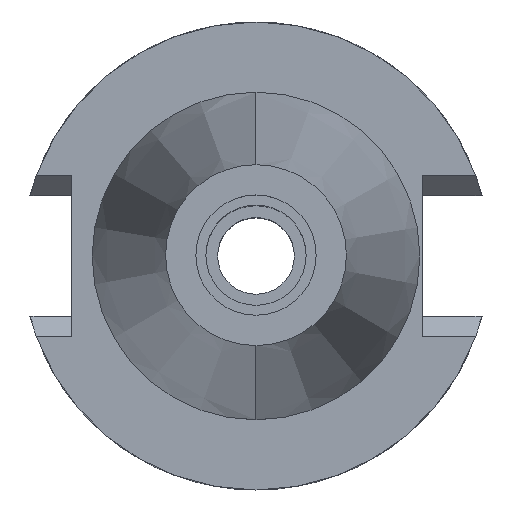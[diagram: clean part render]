
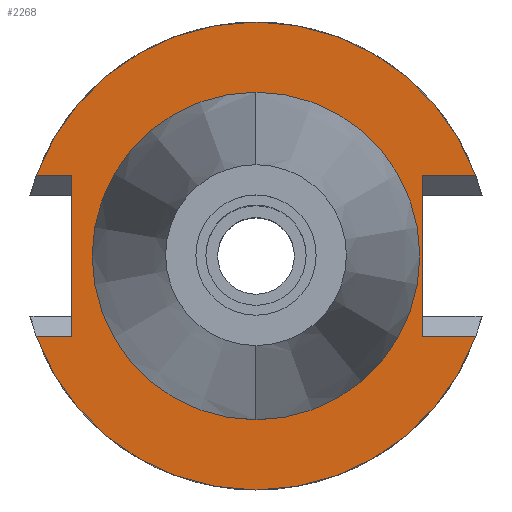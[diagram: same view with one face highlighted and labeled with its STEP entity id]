
A CAD part, top view. The second image highlights one B-rep face of the part: STEP entity #2268.
In plain terms, the highlighted planar face has unit normal (0, 0, 1).
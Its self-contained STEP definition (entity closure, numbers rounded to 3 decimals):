
#13 = ORIENTED_EDGE ( 'NONE', *, *, #2502, .F. ) ;
#14 = CIRCLE ( 'NONE', #3090, 22.225 ) ;
#40 = FACE_OUTER_BOUND ( 'NONE', #2435, .T. ) ;
#60 = EDGE_CURVE ( 'NONE', #3011, #1230, #2495, .T. ) ;
#185 = CARTESIAN_POINT ( 'NONE',  ( 0., -22.225, -1. ) ) ;
#278 = DIRECTION ( 'NONE',  ( 0., 1., 0. ) ) ;
#305 = CARTESIAN_POINT ( 'NONE',  ( 0., 22.225, -1. ) ) ;
#320 = CARTESIAN_POINT ( 'NONE',  ( -29.824, 10.89, -1. ) ) ;
#332 = DIRECTION ( 'NONE',  ( 0., 0., -1. ) ) ;
#344 = CARTESIAN_POINT ( 'NONE',  ( -24.98, -10.89, -1. ) ) ;
#345 = FACE_BOUND ( 'NONE', #356, .T. ) ;
#348 = AXIS2_PLACEMENT_3D ( 'NONE', #900, #2562, #1839 ) ;
#350 = AXIS2_PLACEMENT_3D ( 'NONE', #2423, #332, #278 ) ;
#356 = EDGE_LOOP ( 'NONE', ( #2558, #1988 ) ) ;
#498 = VECTOR ( 'NONE', #1569, 1000. ) ;
#687 = LINE ( 'NONE', #3117, #2619 ) ;
#702 = VERTEX_POINT ( 'NONE', #3116 ) ;
#728 = VERTEX_POINT ( 'NONE', #1049 ) ;
#756 = CARTESIAN_POINT ( 'NONE',  ( 22.57, -10.89, -1. ) ) ;
#868 = ORIENTED_EDGE ( 'NONE', *, *, #1665, .F. ) ;
#890 = AXIS2_PLACEMENT_3D ( 'NONE', #2538, #917, #1356 ) ;
#900 = CARTESIAN_POINT ( 'NONE',  ( 0., 0., -1. ) ) ;
#917 = DIRECTION ( 'NONE',  ( 0., 0., -1. ) ) ;
#931 = DIRECTION ( 'NONE',  ( 0., -1., 0. ) ) ;
#938 = DIRECTION ( 'NONE',  ( 1., 0., 0. ) ) ;
#980 = VERTEX_POINT ( 'NONE', #1384 ) ;
#983 = CIRCLE ( 'NONE', #890, 31.75 ) ;
#1003 = DIRECTION ( 'NONE',  ( -1., 0., 0. ) ) ;
#1019 = LINE ( 'NONE', #2675, #1722 ) ;
#1020 = VERTEX_POINT ( 'NONE', #2174 ) ;
#1036 = ORIENTED_EDGE ( 'NONE', *, *, #1490, .T. ) ;
#1049 = CARTESIAN_POINT ( 'NONE',  ( -24.98, 10.89, -1. ) ) ;
#1106 = CIRCLE ( 'NONE', #350, 31.75 ) ;
#1230 = VERTEX_POINT ( 'NONE', #305 ) ;
#1270 = DIRECTION ( 'NONE',  ( 1., 0., 0. ) ) ;
#1311 = DIRECTION ( 'NONE',  ( 0., -1., 0. ) ) ;
#1332 = VERTEX_POINT ( 'NONE', #320 ) ;
#1356 = DIRECTION ( 'NONE',  ( 0., -1., 0. ) ) ;
#1384 = CARTESIAN_POINT ( 'NONE',  ( 29.824, -10.89, -1. ) ) ;
#1395 = DIRECTION ( 'NONE',  ( 0., 0., 1. ) ) ;
#1403 = EDGE_CURVE ( 'NONE', #728, #1831, #2926, .T. ) ;
#1424 = CARTESIAN_POINT ( 'NONE',  ( 0., 0., -1. ) ) ;
#1427 = VECTOR ( 'NONE', #931, 1000. ) ;
#1473 = CARTESIAN_POINT ( 'NONE',  ( -29.824, -10.89, -1. ) ) ;
#1490 = EDGE_CURVE ( 'NONE', #1831, #2203, #2712, .T. ) ;
#1565 = ORIENTED_EDGE ( 'NONE', *, *, #1403, .T. ) ;
#1569 = DIRECTION ( 'NONE',  ( -1., 0., 0. ) ) ;
#1665 = EDGE_CURVE ( 'NONE', #1332, #1020, #1106, .T. ) ;
#1722 = VECTOR ( 'NONE', #1003, 1000. ) ;
#1831 = VERTEX_POINT ( 'NONE', #2560 ) ;
#1839 = DIRECTION ( 'NONE',  ( 0., -1., 0. ) ) ;
#1863 = AXIS2_PLACEMENT_3D ( 'NONE', #2971, #2917, #1270 ) ;
#1943 = CARTESIAN_POINT ( 'NONE',  ( 22.57, 10.89, -1. ) ) ;
#1969 = VECTOR ( 'NONE', #2925, 1000. ) ;
#1972 = EDGE_CURVE ( 'NONE', #1230, #3011, #14, .T. ) ;
#1988 = ORIENTED_EDGE ( 'NONE', *, *, #60, .F. ) ;
#2053 = EDGE_CURVE ( 'NONE', #2104, #1020, #687, .T. ) ;
#2093 = CARTESIAN_POINT ( 'NONE',  ( 22.57, 10.89, -1. ) ) ;
#2104 = VERTEX_POINT ( 'NONE', #1943 ) ;
#2174 = CARTESIAN_POINT ( 'NONE',  ( 29.824, 10.89, -1. ) ) ;
#2203 = VERTEX_POINT ( 'NONE', #1473 ) ;
#2241 = VECTOR ( 'NONE', #1311, 1000. ) ;
#2248 = EDGE_CURVE ( 'NONE', #728, #1332, #1019, .T. ) ;
#2268 = ADVANCED_FACE ( 'NONE', ( #40, #345 ), #2728, .T. ) ;
#2384 = EDGE_CURVE ( 'NONE', #2104, #702, #2986, .T. ) ;
#2423 = CARTESIAN_POINT ( 'NONE',  ( 0., 0., -1. ) ) ;
#2435 = EDGE_LOOP ( 'NONE', ( #2882, #868, #2834, #1565, #1036, #2688, #13, #2676 ) ) ;
#2481 = CARTESIAN_POINT ( 'NONE',  ( -24.98, 10.89, -1. ) ) ;
#2495 = CIRCLE ( 'NONE', #348, 22.225 ) ;
#2502 = EDGE_CURVE ( 'NONE', #702, #980, #2887, .T. ) ;
#2538 = CARTESIAN_POINT ( 'NONE',  ( 0., 0., -1. ) ) ;
#2558 = ORIENTED_EDGE ( 'NONE', *, *, #1972, .F. ) ;
#2560 = CARTESIAN_POINT ( 'NONE',  ( -24.98, -10.89, -1. ) ) ;
#2562 = DIRECTION ( 'NONE',  ( 0., 0., 1. ) ) ;
#2619 = VECTOR ( 'NONE', #938, 1000. ) ;
#2675 = CARTESIAN_POINT ( 'NONE',  ( -24.98, 10.89, -1. ) ) ;
#2676 = ORIENTED_EDGE ( 'NONE', *, *, #2384, .F. ) ;
#2688 = ORIENTED_EDGE ( 'NONE', *, *, #3020, .F. ) ;
#2712 = LINE ( 'NONE', #344, #498 ) ;
#2728 = PLANE ( 'NONE',  #1863 ) ;
#2834 = ORIENTED_EDGE ( 'NONE', *, *, #2248, .F. ) ;
#2882 = ORIENTED_EDGE ( 'NONE', *, *, #2053, .T. ) ;
#2887 = LINE ( 'NONE', #756, #1969 ) ;
#2917 = DIRECTION ( 'NONE',  ( 0., 0., 1. ) ) ;
#2925 = DIRECTION ( 'NONE',  ( 1., 0., 0. ) ) ;
#2926 = LINE ( 'NONE', #2481, #2241 ) ;
#2971 = CARTESIAN_POINT ( 'NONE',  ( 0., 0., -1. ) ) ;
#2986 = LINE ( 'NONE', #2093, #1427 ) ;
#3011 = VERTEX_POINT ( 'NONE', #185 ) ;
#3020 = EDGE_CURVE ( 'NONE', #980, #2203, #983, .T. ) ;
#3080 = DIRECTION ( 'NONE',  ( 0., 1., 0. ) ) ;
#3090 = AXIS2_PLACEMENT_3D ( 'NONE', #1424, #1395, #3080 ) ;
#3116 = CARTESIAN_POINT ( 'NONE',  ( 22.57, -10.89, -1. ) ) ;
#3117 = CARTESIAN_POINT ( 'NONE',  ( 22.57, 10.89, -1. ) ) ;
